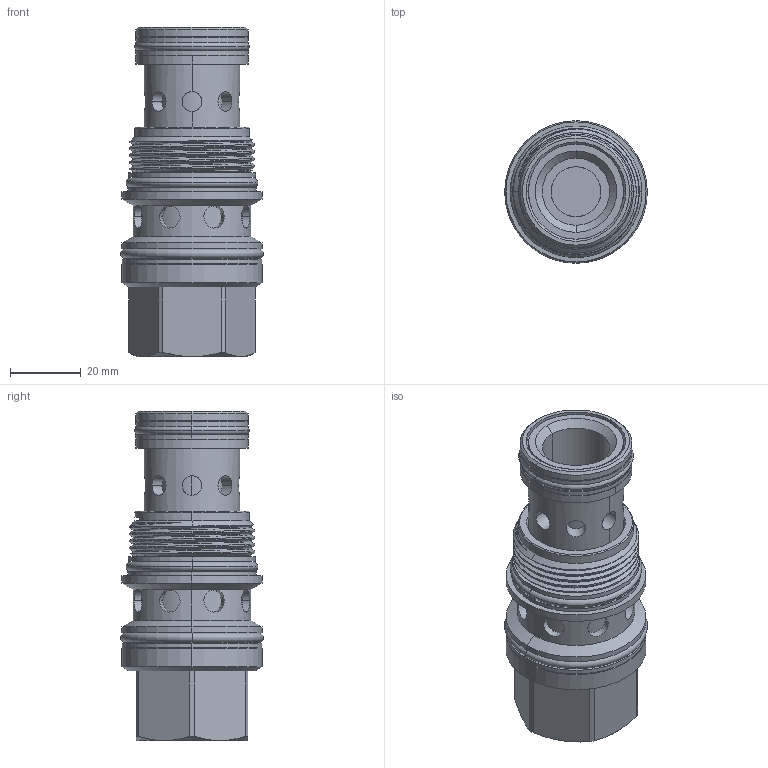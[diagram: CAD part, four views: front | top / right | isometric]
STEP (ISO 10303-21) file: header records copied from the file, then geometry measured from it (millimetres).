
FILE_DESCRIPTION (( 'STEP AP203' ), '1' );
FILE_NAME ('FR17A3F-N.STEP', '2020-03-20T02:16:02', ( '' ), ( '' ), 'SwSTEP 2.0', 'SolidWorks 2018', '' );
FILE_SCHEMA (( 'CONFIG_CONTROL_DESIGN' ));
Length unit declared in the file: millimetre
Products named in the file (1): FR17A3F-N
Bounding box: 40.39 x 40.39 x 93.23 mm (x, y, z)
Volume: 75141.9 mm3; surface area: 22060 mm2
Topology: 7 solids, 7 shells, 203 faces, 435 edges, 269 vertices
Faces by surface type: cylinder 118, plane 37, cone 31, torus 14, bspline 3
Entity records: 8601 total; most frequent: CARTESIAN_POINT 4209, DIRECTION 907, ORIENTED_EDGE 870, EDGE_CURVE 435, AXIS2_PLACEMENT_3D 383, VERTEX_POINT 269, EDGE_LOOP 238, ADVANCED_FACE 203
